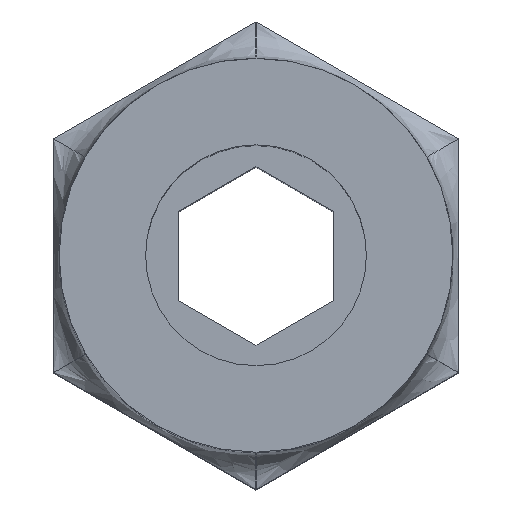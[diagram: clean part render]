
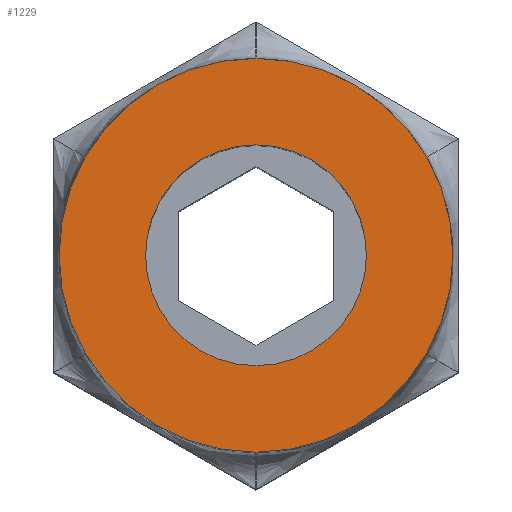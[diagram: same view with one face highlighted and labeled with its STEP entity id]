
A CAD part, top view. The second image highlights one B-rep face of the part: STEP entity #1229.
In plain terms, the highlighted planar face has unit normal (0, 0, 1).
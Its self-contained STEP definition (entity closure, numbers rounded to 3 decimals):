
#40 = DIRECTION ( 'NONE',  ( 1., 0., 0. ) ) ;
#57 = EDGE_LOOP ( 'NONE', ( #931, #1200 ) ) ;
#58 = CARTESIAN_POINT ( 'NONE',  ( 0., 0., 24. ) ) ;
#124 = DIRECTION ( 'NONE',  ( 0., 0., 1. ) ) ;
#153 = ORIENTED_EDGE ( 'NONE', *, *, #401, .T. ) ;
#197 = CIRCLE ( 'NONE', #1123, 3. ) ;
#254 = CARTESIAN_POINT ( 'NONE',  ( 0., 0., 24. ) ) ;
#258 = CARTESIAN_POINT ( 'NONE',  ( 5.35, 0., 24. ) ) ;
#401 = EDGE_CURVE ( 'NONE', #1183, #537, #1564, .T. ) ;
#432 = AXIS2_PLACEMENT_3D ( 'NONE', #1309, #917, #40 ) ;
#509 = CARTESIAN_POINT ( 'NONE',  ( 0., 0., 24. ) ) ;
#537 = VERTEX_POINT ( 'NONE', #258 ) ;
#600 = DIRECTION ( 'NONE',  ( 1., 0., 0. ) ) ;
#624 = EDGE_CURVE ( 'NONE', #537, #1183, #1059, .T. ) ;
#660 = DIRECTION ( 'NONE',  ( 0., 0., 1. ) ) ;
#674 = EDGE_CURVE ( 'NONE', #1276, #993, #908, .T. ) ;
#697 = CARTESIAN_POINT ( 'NONE',  ( -3., 0., 24. ) ) ;
#721 = AXIS2_PLACEMENT_3D ( 'NONE', #509, #1280, #1398 ) ;
#733 = FACE_OUTER_BOUND ( 'NONE', #1397, .T. ) ;
#783 = EDGE_CURVE ( 'NONE', #993, #1276, #197, .T. ) ;
#881 = PLANE ( 'NONE',  #1031 ) ;
#908 = CIRCLE ( 'NONE', #1363, 3. ) ;
#917 = DIRECTION ( 'NONE',  ( 0., 0., 1. ) ) ;
#931 = ORIENTED_EDGE ( 'NONE', *, *, #674, .F. ) ;
#993 = VERTEX_POINT ( 'NONE', #697 ) ;
#1031 = AXIS2_PLACEMENT_3D ( 'NONE', #254, #124, #600 ) ;
#1059 = CIRCLE ( 'NONE', #432, 5.35 ) ;
#1123 = AXIS2_PLACEMENT_3D ( 'NONE', #58, #1325, #1335 ) ;
#1168 = CARTESIAN_POINT ( 'NONE',  ( 3., 0., 24. ) ) ;
#1183 = VERTEX_POINT ( 'NONE', #1519 ) ;
#1189 = CARTESIAN_POINT ( 'NONE',  ( 0., 0., 24. ) ) ;
#1200 = ORIENTED_EDGE ( 'NONE', *, *, #783, .F. ) ;
#1229 = ADVANCED_FACE ( 'NONE', ( #1528, #733 ), #881, .T. ) ;
#1276 = VERTEX_POINT ( 'NONE', #1168 ) ;
#1280 = DIRECTION ( 'NONE',  ( 0., 0., 1. ) ) ;
#1295 = DIRECTION ( 'NONE',  ( 1., 0., 0. ) ) ;
#1309 = CARTESIAN_POINT ( 'NONE',  ( 0., 0., 24. ) ) ;
#1325 = DIRECTION ( 'NONE',  ( 0., 0., 1. ) ) ;
#1335 = DIRECTION ( 'NONE',  ( 1., 0., 0. ) ) ;
#1363 = AXIS2_PLACEMENT_3D ( 'NONE', #1189, #660, #1295 ) ;
#1397 = EDGE_LOOP ( 'NONE', ( #153, #1563 ) ) ;
#1398 = DIRECTION ( 'NONE',  ( 1., 0., 0. ) ) ;
#1519 = CARTESIAN_POINT ( 'NONE',  ( -5.35, 0., 24. ) ) ;
#1528 = FACE_BOUND ( 'NONE', #57, .T. ) ;
#1563 = ORIENTED_EDGE ( 'NONE', *, *, #624, .T. ) ;
#1564 = CIRCLE ( 'NONE', #721, 5.35 ) ;
